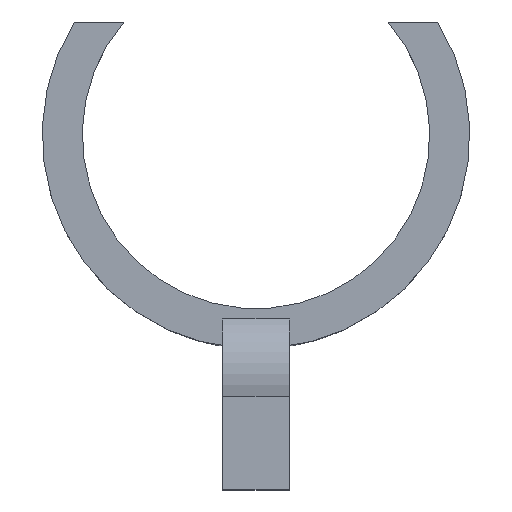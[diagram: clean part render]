
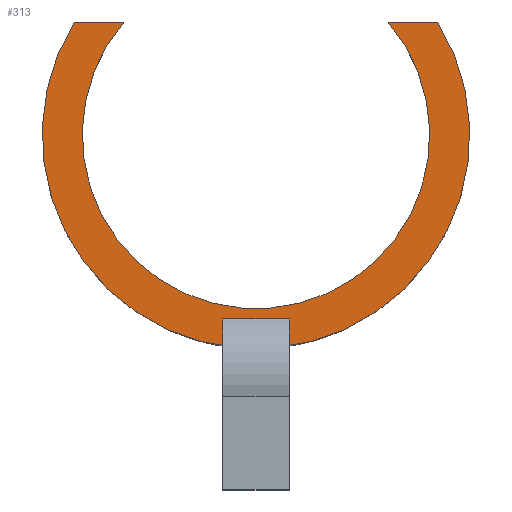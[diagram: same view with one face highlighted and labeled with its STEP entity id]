
A CAD part, top view. The second image highlights one B-rep face of the part: STEP entity #313.
In plain terms, the highlighted planar face has unit normal (0, 0, 1).
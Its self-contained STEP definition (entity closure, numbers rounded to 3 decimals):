
#20=PLANE('',#349);
#32=CIRCLE('',#346,13.);
#33=CIRCLE('',#350,16.);
#45=LINE('',#523,#77);
#46=LINE('',#526,#78);
#77=VECTOR('',#388,10.);
#78=VECTOR('',#391,10.);
#109=FACE_OUTER_BOUND('',#128,.T.);
#128=EDGE_LOOP('',(#230,#231,#232,#233));
#147=VERTEX_POINT('',#511);
#149=VERTEX_POINT('',#515);
#151=VERTEX_POINT('',#521);
#152=VERTEX_POINT('',#525);
#178=EDGE_CURVE('',#147,#149,#32,.T.);
#181=EDGE_CURVE('',#149,#151,#45,.T.);
#182=EDGE_CURVE('',#152,#147,#46,.T.);
#185=EDGE_CURVE('',#151,#152,#33,.T.);
#230=ORIENTED_EDGE('',*,*,#178,.T.);
#231=ORIENTED_EDGE('',*,*,#181,.T.);
#232=ORIENTED_EDGE('',*,*,#185,.T.);
#233=ORIENTED_EDGE('',*,*,#182,.T.);
#313=ADVANCED_FACE('',(#109),#20,.T.);
#346=AXIS2_PLACEMENT_3D('',#517,#382,#383);
#349=AXIS2_PLACEMENT_3D('',#530,#394,#395);
#350=AXIS2_PLACEMENT_3D('',#531,#396,#397);
#382=DIRECTION('center_axis',(0.,0.,-1.));
#383=DIRECTION('ref_axis',(-0.76,0.65,0.));
#388=DIRECTION('',(-1.,0.,0.));
#391=DIRECTION('',(-1.,0.,0.));
#394=DIRECTION('center_axis',(0.,0.,1.));
#395=DIRECTION('ref_axis',(1.,0.,0.));
#396=DIRECTION('center_axis',(0.,0.,1.));
#397=DIRECTION('ref_axis',(-0.849,0.528,0.));
#511=CARTESIAN_POINT('',(9.882,26.545,2.5));
#515=CARTESIAN_POINT('',(-9.882,26.545,2.5));
#517=CARTESIAN_POINT('Origin',(0.,18.098,2.5));
#521=CARTESIAN_POINT('',(-13.589,26.545,2.5));
#523=CARTESIAN_POINT('',(13.589,26.545,2.5));
#525=CARTESIAN_POINT('',(13.589,26.545,2.5));
#526=CARTESIAN_POINT('',(13.589,26.545,2.5));
#530=CARTESIAN_POINT('Origin',(0.,14.322,2.5));
#531=CARTESIAN_POINT('Origin',(0.,18.098,2.5));
